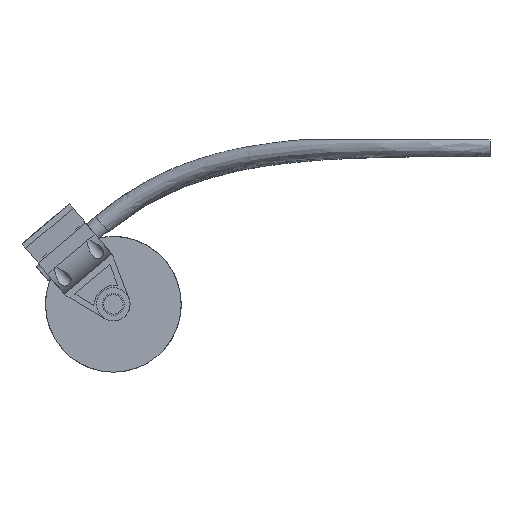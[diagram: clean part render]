
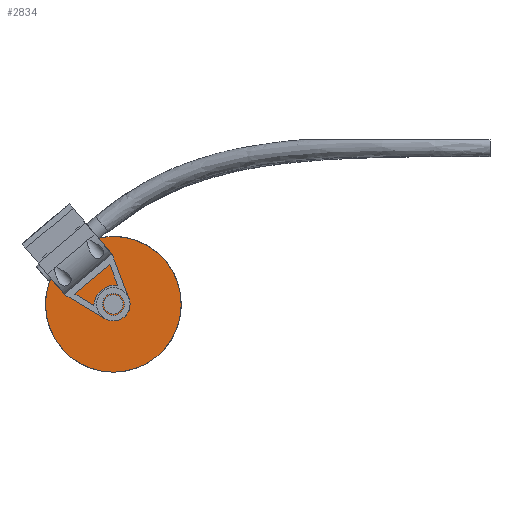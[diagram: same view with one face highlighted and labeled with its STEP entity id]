
A CAD part, left-side view. The second image highlights one B-rep face of the part: STEP entity #2834.
In plain terms, the highlighted planar face has unit normal (-1, 0, 0).
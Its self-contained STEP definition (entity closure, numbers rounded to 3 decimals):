
#233=FACE_BOUND('',#592,.T.);
#286=PLANE('',#3004);
#419=FACE_OUTER_BOUND('',#591,.T.);
#591=EDGE_LOOP('',(#2312));
#592=EDGE_LOOP('',(#2313));
#1106=CIRCLE('',#3000,2.5);
#1107=CIRCLE('',#3003,17.5);
#1309=VERTEX_POINT('',#7465);
#1310=VERTEX_POINT('',#7470);
#1664=EDGE_CURVE('',#1309,#1309,#1106,.T.);
#1665=EDGE_CURVE('',#1310,#1310,#1107,.T.);
#2312=ORIENTED_EDGE('',*,*,#1665,.T.);
#2313=ORIENTED_EDGE('',*,*,#1664,.T.);
#2834=ADVANCED_FACE('',(#419,#233),#286,.T.);
#3000=AXIS2_PLACEMENT_3D('',#7467,#3331,#3332);
#3003=AXIS2_PLACEMENT_3D('',#7471,#3337,#3338);
#3004=AXIS2_PLACEMENT_3D('',#7473,#3340,#3341);
#3331=DIRECTION('center_axis',(1.,0.,0.));
#3332=DIRECTION('ref_axis',(0.,-1.,0.));
#3337=DIRECTION('center_axis',(-1.,0.,0.));
#3338=DIRECTION('ref_axis',(0.,0.,1.));
#3340=DIRECTION('center_axis',(-1.,0.,0.));
#3341=DIRECTION('ref_axis',(0.,0.,1.));
#7465=CARTESIAN_POINT('',(26.875,99.593,-40.666));
#7467=CARTESIAN_POINT('Origin',(26.875,97.093,-40.666));
#7470=CARTESIAN_POINT('',(26.875,97.093,-58.166));
#7471=CARTESIAN_POINT('Origin',(26.875,97.093,-40.666));
#7473=CARTESIAN_POINT('Origin',(26.875,97.093,-40.666));
